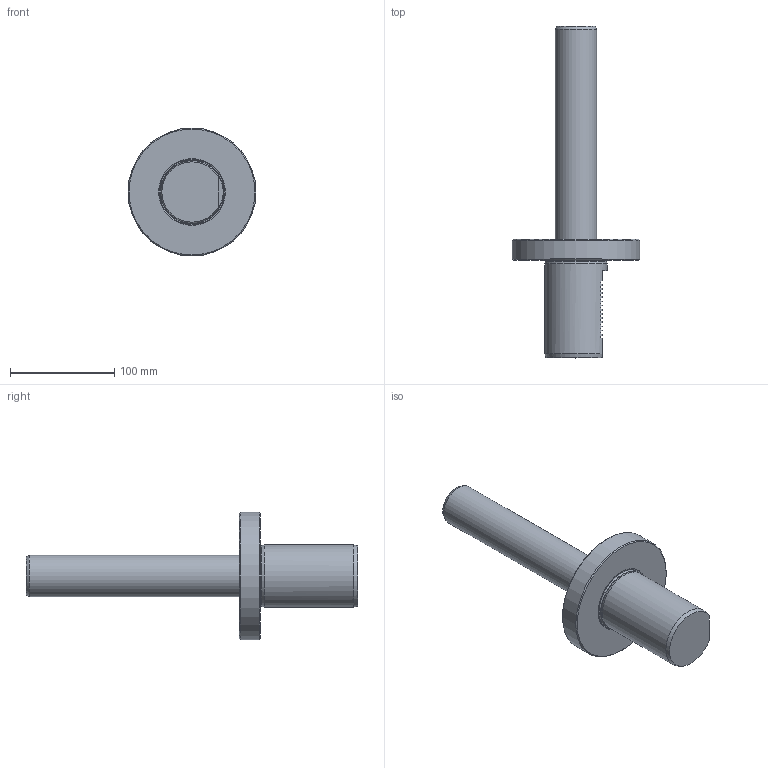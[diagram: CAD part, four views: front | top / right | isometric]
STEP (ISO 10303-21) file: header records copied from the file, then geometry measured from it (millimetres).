
FILE_DESCRIPTION (( 'STEP AP214' ), '1' );
FILE_NAME ('Y60.STEP', '2025-07-28T06:52:18', ( '' ), ( '' ), 'SwSTEP 2.0', 'SolidWorks 2023', '' );
FILE_SCHEMA (( 'AUTOMOTIVE_DESIGN' ));
Length unit declared in the file: millimetre
Products named in the file (1): Y60
Bounding box: 123 x 319 x 123 mm (x, y, z)
Volume: 748696.4 mm3; surface area: 74854.1 mm2
Topology: 1 solids, 1 shells, 228 faces, 603 edges, 400 vertices
Faces by surface type: plane 153, cylinder 44, bspline 23, cone 5, torus 3
Full cylindrical faces by diameter (mm): 1.7 x1, 2.1 x1, 6.366 x1, 40 x1, 58.7 x1, 60 x1, 123 x1
Entity records: 11055 total; most frequent: CARTESIAN_POINT 3247, ORIENTED_EDGE 1174, DIRECTION 936, EDGE_CURVE 587, VERTEX_POINT 398, LINE 386, VECTOR 386, AXIS2_PLACEMENT_3D 275
